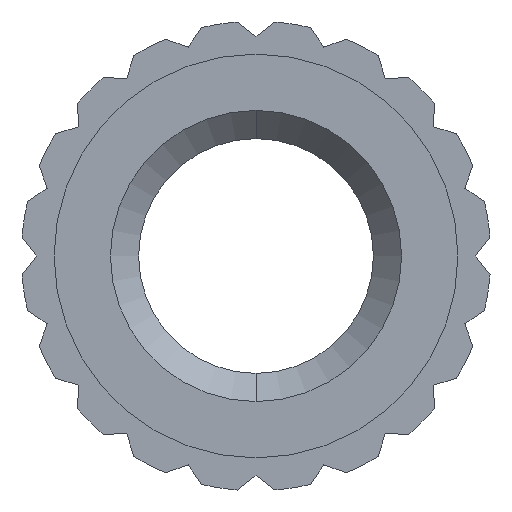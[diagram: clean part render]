
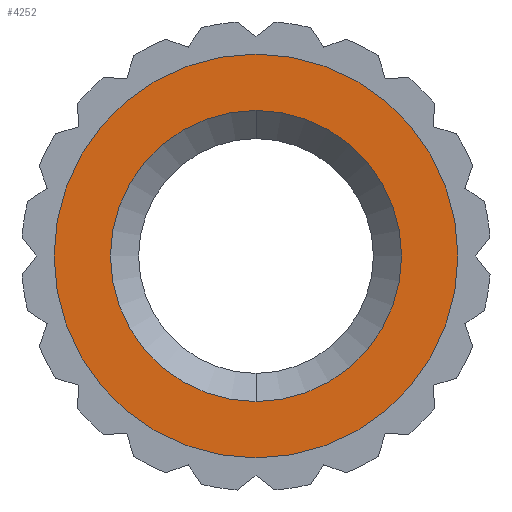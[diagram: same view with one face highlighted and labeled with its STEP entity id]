
A CAD part, front view. The second image highlights one B-rep face of the part: STEP entity #4252.
In plain terms, the highlighted planar face has unit normal (0, -1, 0).
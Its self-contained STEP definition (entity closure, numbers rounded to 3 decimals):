
#216 = PLANE ( 'NONE',  #552 ) ;
#354 = EDGE_LOOP ( 'NONE', ( #3883, #3283 ) ) ;
#471 = CARTESIAN_POINT ( 'NONE',  ( 0., 0., 0. ) ) ;
#552 = AXIS2_PLACEMENT_3D ( 'NONE', #952, #4028, #1582 ) ;
#559 = AXIS2_PLACEMENT_3D ( 'NONE', #4135, #1665, #3445 ) ;
#618 = CARTESIAN_POINT ( 'NONE',  ( 0., 0., 0. ) ) ;
#804 = DIRECTION ( 'NONE',  ( 0., 0., -1. ) ) ;
#900 = VERTEX_POINT ( 'NONE', #1722 ) ;
#952 = CARTESIAN_POINT ( 'NONE',  ( 0., 0., 0. ) ) ;
#966 = DIRECTION ( 'NONE',  ( 0., 1., 0. ) ) ;
#1126 = CIRCLE ( 'NONE', #559, 1.55 ) ;
#1185 = AXIS2_PLACEMENT_3D ( 'NONE', #471, #3587, #804 ) ;
#1265 = FACE_OUTER_BOUND ( 'NONE', #4027, .T. ) ;
#1481 = AXIS2_PLACEMENT_3D ( 'NONE', #618, #2614, #3690 ) ;
#1582 = DIRECTION ( 'NONE',  ( 0., 0., 1. ) ) ;
#1617 = ORIENTED_EDGE ( 'NONE', *, *, #3443, .F. ) ;
#1665 = DIRECTION ( 'NONE',  ( 0., 1., 0. ) ) ;
#1666 = VERTEX_POINT ( 'NONE', #3779 ) ;
#1722 = CARTESIAN_POINT ( 'NONE',  ( 0., 0., -2.15 ) ) ;
#1979 = CARTESIAN_POINT ( 'NONE',  ( 0., 0., 0. ) ) ;
#2090 = EDGE_CURVE ( 'NONE', #900, #4399, #3548, .T. ) ;
#2133 = CIRCLE ( 'NONE', #4206, 2.15 ) ;
#2431 = VERTEX_POINT ( 'NONE', #2549 ) ;
#2549 = CARTESIAN_POINT ( 'NONE',  ( 0., 0., -1.55 ) ) ;
#2614 = DIRECTION ( 'NONE',  ( 0., 1., 0. ) ) ;
#2842 = CIRCLE ( 'NONE', #1481, 1.55 ) ;
#3226 = EDGE_CURVE ( 'NONE', #2431, #1666, #1126, .T. ) ;
#3283 = ORIENTED_EDGE ( 'NONE', *, *, #4280, .T. ) ;
#3293 = FACE_BOUND ( 'NONE', #354, .T. ) ;
#3304 = DIRECTION ( 'NONE',  ( 0., 0., -1. ) ) ;
#3443 = EDGE_CURVE ( 'NONE', #4399, #900, #2133, .T. ) ;
#3445 = DIRECTION ( 'NONE',  ( 0., 0., -1. ) ) ;
#3548 = CIRCLE ( 'NONE', #1185, 2.15 ) ;
#3587 = DIRECTION ( 'NONE',  ( 0., 1., 0. ) ) ;
#3690 = DIRECTION ( 'NONE',  ( 0., 0., -1. ) ) ;
#3779 = CARTESIAN_POINT ( 'NONE',  ( 0., 0., 1.55 ) ) ;
#3807 = CARTESIAN_POINT ( 'NONE',  ( 0., 0., 2.15 ) ) ;
#3883 = ORIENTED_EDGE ( 'NONE', *, *, #3226, .T. ) ;
#3981 = ORIENTED_EDGE ( 'NONE', *, *, #2090, .F. ) ;
#4027 = EDGE_LOOP ( 'NONE', ( #3981, #1617 ) ) ;
#4028 = DIRECTION ( 'NONE',  ( 0., 1., 0. ) ) ;
#4135 = CARTESIAN_POINT ( 'NONE',  ( 0., 0., 0. ) ) ;
#4206 = AXIS2_PLACEMENT_3D ( 'NONE', #1979, #966, #3304 ) ;
#4252 = ADVANCED_FACE ( 'NONE', ( #3293, #1265 ), #216, .F. ) ;
#4280 = EDGE_CURVE ( 'NONE', #1666, #2431, #2842, .T. ) ;
#4399 = VERTEX_POINT ( 'NONE', #3807 ) ;
